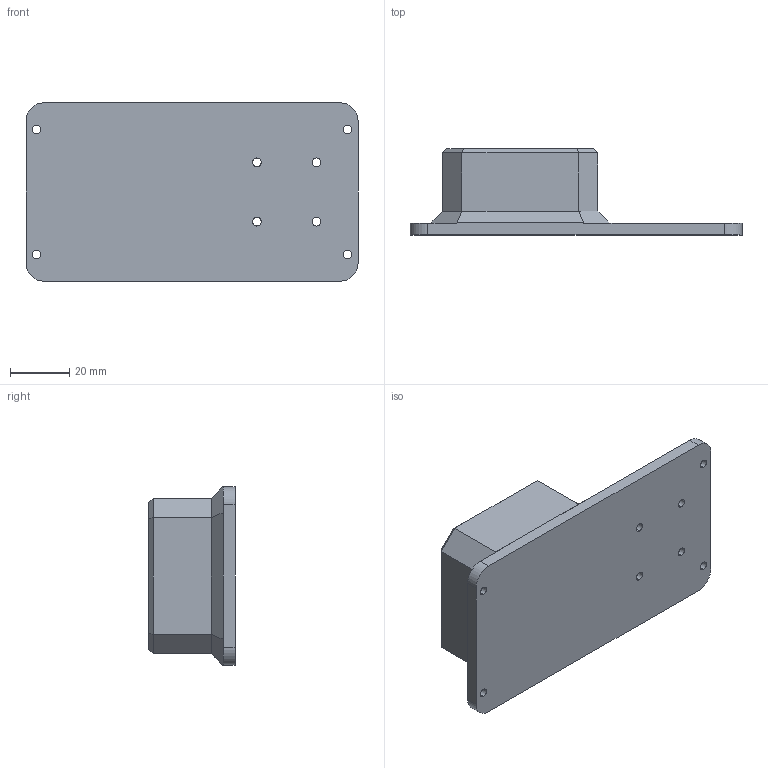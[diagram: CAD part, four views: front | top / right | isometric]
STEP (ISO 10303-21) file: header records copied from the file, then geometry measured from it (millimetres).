
FILE_DESCRIPTION (( 'STEP AP214' ), '1' );
FILE_NAME ('Stepper Tripod.STEP', '2025-07-26T05:09:11', ( '' ), ( '' ), 'SwSTEP 2.0', 'SolidWorks 2024', '' );
FILE_SCHEMA (( 'AUTOMOTIVE_DESIGN' ));
Length unit declared in the file: millimetre
Products named in the file (1): Stepper Tripod
Bounding box: 111.7 x 29 x 60 mm (x, y, z)
Volume: 45407.7 mm3; surface area: 21589.2 mm2
Topology: 1 solids, 1 shells, 94 faces, 244 edges, 152 vertices
Faces by surface type: plane 70, cylinder 24
Entity records: 2867 total; most frequent: CARTESIAN_POINT 515, ORIENTED_EDGE 488, DIRECTION 466, EDGE_CURVE 244, LINE 196, VECTOR 196, VERTEX_POINT 152, AXIS2_PLACEMENT_3D 135
